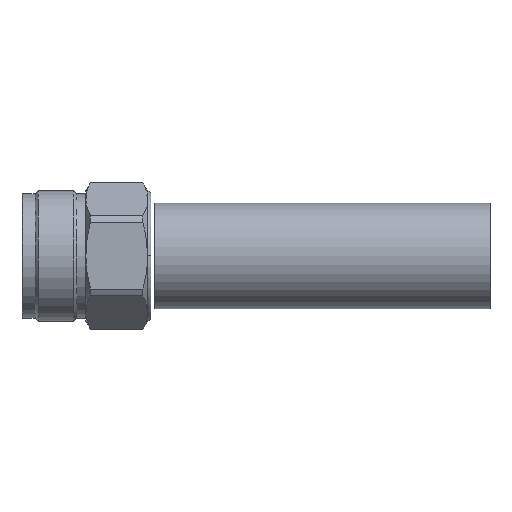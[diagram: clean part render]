
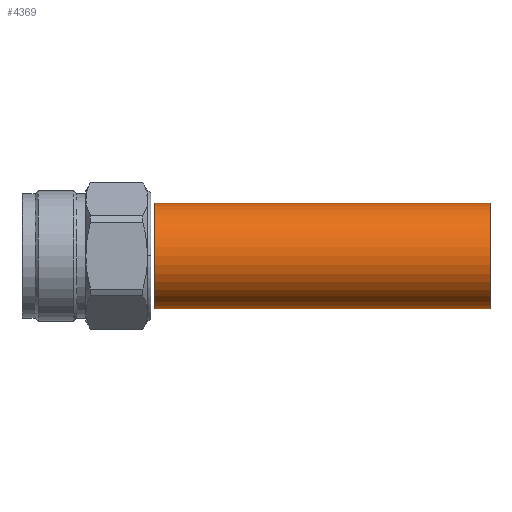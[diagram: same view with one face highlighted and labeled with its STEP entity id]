
A CAD part, top view. The second image highlights one B-rep face of the part: STEP entity #4369.
In plain terms, the highlighted cylindrical face has radius 6 mm (diameter 12 mm), a partial arc.
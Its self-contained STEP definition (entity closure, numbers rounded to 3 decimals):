
#4265=CARTESIAN_POINT('',(52.38,0.,0.));
#4266=DIRECTION('',(1.,0.,0.));
#4267=DIRECTION('',(0.,1.,0.));
#4268=AXIS2_PLACEMENT_3D('',#4265,#4266,#4267);
#4270=CARTESIAN_POINT('',(14.28,0.,0.));
#4271=DIRECTION('',(-1.,0.,0.));
#4272=DIRECTION('',(0.,-1.,0.));
#4273=AXIS2_PLACEMENT_3D('',#4270,#4271,#4272);
#4275=DIRECTION('',(-1.,0.,0.));
#4276=VECTOR('',#4275,38.1);
#4277=CARTESIAN_POINT('',(52.38,6.,0.));
#4278=LINE('',#4277,#4276);
#4284=DIRECTION('',(-1.,0.,0.));
#4285=VECTOR('',#4284,38.1);
#4286=CARTESIAN_POINT('',(52.38,-6.,0.));
#4287=LINE('',#4286,#4285);
#4297=CARTESIAN_POINT('',(52.38,6.,0.));
#4298=CARTESIAN_POINT('',(14.28,6.,0.));
#4299=VERTEX_POINT('',#4297);
#4300=VERTEX_POINT('',#4298);
#4305=CARTESIAN_POINT('',(52.38,-6.,0.));
#4306=CARTESIAN_POINT('',(14.28,-6.,0.));
#4307=VERTEX_POINT('',#4305);
#4308=VERTEX_POINT('',#4306);
#4355=CARTESIAN_POINT('',(12.375,0.,0.));
#4356=DIRECTION('',(1.,0.,0.));
#4357=DIRECTION('',(0.,-1.,0.));
#4358=AXIS2_PLACEMENT_3D('',#4355,#4356,#4357);
#4359=CYLINDRICAL_SURFACE('',#4358,6.);
#4361=ORIENTED_EDGE('',*,*,#4360,.F.);
#4362=ORIENTED_EDGE('',*,*,#4344,.T.);
#4364=ORIENTED_EDGE('',*,*,#4363,.T.);
#4366=ORIENTED_EDGE('',*,*,#4365,.T.);
#4367=EDGE_LOOP('',(#4361,#4362,#4364,#4366));
#4368=FACE_OUTER_BOUND('',#4367,.F.);
#4269=CIRCLE('',#4268,6.);
#4274=CIRCLE('',#4273,6.);
#4344=EDGE_CURVE('',#4299,#4307,#4269,.T.);
#4360=EDGE_CURVE('',#4299,#4300,#4278,.T.);
#4363=EDGE_CURVE('',#4307,#4308,#4287,.T.);
#4365=EDGE_CURVE('',#4308,#4300,#4274,.T.);
#4369=ADVANCED_FACE('',(#4368),#4359,.T.);
